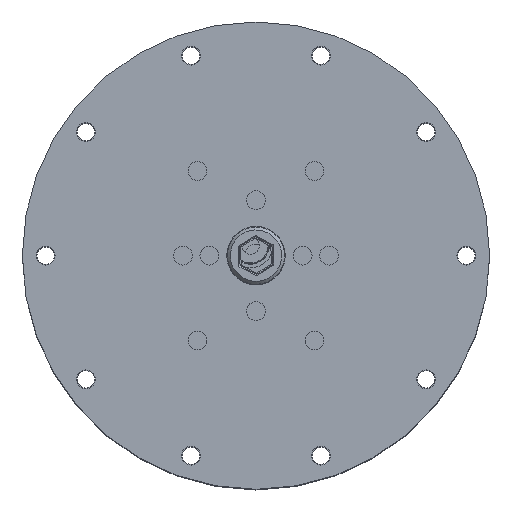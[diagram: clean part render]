
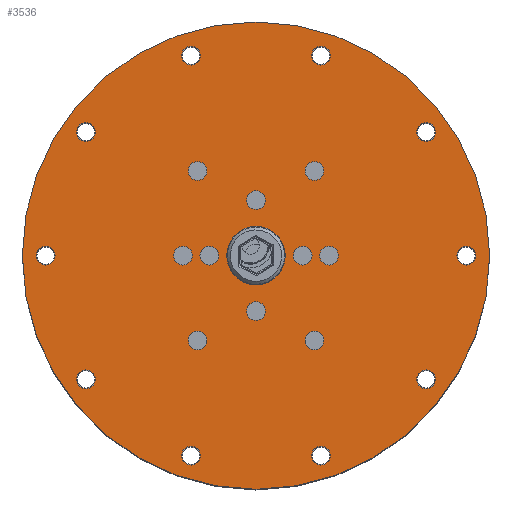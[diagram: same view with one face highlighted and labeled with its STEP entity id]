
A CAD part, top view. The second image highlights one B-rep face of the part: STEP entity #3536.
In plain terms, the highlighted planar face has unit normal (0, 0, 1).
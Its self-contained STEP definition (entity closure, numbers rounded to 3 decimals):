
#314=FACE_BOUND('',#895,.T.);
#315=FACE_BOUND('',#896,.T.);
#316=FACE_BOUND('',#897,.T.);
#317=FACE_BOUND('',#898,.T.);
#318=FACE_BOUND('',#899,.T.);
#319=FACE_BOUND('',#900,.T.);
#320=FACE_BOUND('',#901,.T.);
#321=FACE_BOUND('',#902,.T.);
#322=FACE_BOUND('',#903,.T.);
#323=FACE_BOUND('',#904,.T.);
#324=FACE_BOUND('',#905,.T.);
#325=FACE_BOUND('',#906,.T.);
#326=FACE_BOUND('',#907,.T.);
#327=FACE_BOUND('',#908,.T.);
#328=FACE_BOUND('',#909,.T.);
#329=FACE_BOUND('',#910,.T.);
#330=FACE_BOUND('',#911,.T.);
#331=FACE_BOUND('',#912,.T.);
#332=FACE_BOUND('',#913,.T.);
#333=FACE_BOUND('',#914,.T.);
#334=FACE_BOUND('',#915,.T.);
#415=PLANE('',#4119);
#609=FACE_OUTER_BOUND('',#894,.T.);
#894=EDGE_LOOP('',(#3197));
#895=EDGE_LOOP('',(#3198));
#896=EDGE_LOOP('',(#3199));
#897=EDGE_LOOP('',(#3200));
#898=EDGE_LOOP('',(#3201));
#899=EDGE_LOOP('',(#3202));
#900=EDGE_LOOP('',(#3203));
#901=EDGE_LOOP('',(#3204));
#902=EDGE_LOOP('',(#3205));
#903=EDGE_LOOP('',(#3206));
#904=EDGE_LOOP('',(#3207));
#905=EDGE_LOOP('',(#3208));
#906=EDGE_LOOP('',(#3209));
#907=EDGE_LOOP('',(#3210));
#908=EDGE_LOOP('',(#3211));
#909=EDGE_LOOP('',(#3212));
#910=EDGE_LOOP('',(#3213));
#911=EDGE_LOOP('',(#3214));
#912=EDGE_LOOP('',(#3215));
#913=EDGE_LOOP('',(#3216));
#914=EDGE_LOOP('',(#3217));
#915=EDGE_LOOP('',(#3218));
#1528=CIRCLE('',#4054,1.6);
#1530=CIRCLE('',#4057,1.6);
#1532=CIRCLE('',#4060,1.6);
#1534=CIRCLE('',#4063,1.6);
#1536=CIRCLE('',#4066,1.6);
#1538=CIRCLE('',#4069,1.6);
#1540=CIRCLE('',#4072,1.6);
#1542=CIRCLE('',#4075,1.6);
#1544=CIRCLE('',#4078,1.6);
#1546=CIRCLE('',#4081,1.6);
#1548=CIRCLE('',#4084,1.6);
#1550=CIRCLE('',#4087,1.6);
#1552=CIRCLE('',#4090,1.6);
#1554=CIRCLE('',#4093,1.6);
#1556=CIRCLE('',#4096,1.6);
#1558=CIRCLE('',#4099,1.6);
#1560=CIRCLE('',#4102,1.6);
#1562=CIRCLE('',#4105,1.6);
#1564=CIRCLE('',#4108,5.);
#1566=CIRCLE('',#4111,1.6);
#1568=CIRCLE('',#4114,1.6);
#1570=CIRCLE('',#4117,40.);
#1822=VERTEX_POINT('',#8299);
#1824=VERTEX_POINT('',#8305);
#1826=VERTEX_POINT('',#8311);
#1828=VERTEX_POINT('',#8317);
#1830=VERTEX_POINT('',#8323);
#1832=VERTEX_POINT('',#8329);
#1834=VERTEX_POINT('',#8335);
#1836=VERTEX_POINT('',#8341);
#1838=VERTEX_POINT('',#8347);
#1840=VERTEX_POINT('',#8353);
#1842=VERTEX_POINT('',#8359);
#1844=VERTEX_POINT('',#8365);
#1846=VERTEX_POINT('',#8371);
#1848=VERTEX_POINT('',#8377);
#1850=VERTEX_POINT('',#8383);
#1852=VERTEX_POINT('',#8389);
#1854=VERTEX_POINT('',#8395);
#1856=VERTEX_POINT('',#8401);
#1858=VERTEX_POINT('',#8407);
#1860=VERTEX_POINT('',#8413);
#1862=VERTEX_POINT('',#8419);
#1864=VERTEX_POINT('',#8425);
#2259=EDGE_CURVE('',#1822,#1822,#1528,.T.);
#2262=EDGE_CURVE('',#1824,#1824,#1530,.T.);
#2265=EDGE_CURVE('',#1826,#1826,#1532,.T.);
#2268=EDGE_CURVE('',#1828,#1828,#1534,.T.);
#2271=EDGE_CURVE('',#1830,#1830,#1536,.T.);
#2274=EDGE_CURVE('',#1832,#1832,#1538,.T.);
#2277=EDGE_CURVE('',#1834,#1834,#1540,.T.);
#2280=EDGE_CURVE('',#1836,#1836,#1542,.T.);
#2283=EDGE_CURVE('',#1838,#1838,#1544,.T.);
#2286=EDGE_CURVE('',#1840,#1840,#1546,.T.);
#2289=EDGE_CURVE('',#1842,#1842,#1548,.T.);
#2292=EDGE_CURVE('',#1844,#1844,#1550,.T.);
#2295=EDGE_CURVE('',#1846,#1846,#1552,.T.);
#2298=EDGE_CURVE('',#1848,#1848,#1554,.T.);
#2301=EDGE_CURVE('',#1850,#1850,#1556,.T.);
#2304=EDGE_CURVE('',#1852,#1852,#1558,.T.);
#2307=EDGE_CURVE('',#1854,#1854,#1560,.T.);
#2310=EDGE_CURVE('',#1856,#1856,#1562,.T.);
#2313=EDGE_CURVE('',#1858,#1858,#1564,.T.);
#2316=EDGE_CURVE('',#1860,#1860,#1566,.T.);
#2319=EDGE_CURVE('',#1862,#1862,#1568,.T.);
#2322=EDGE_CURVE('',#1864,#1864,#1570,.T.);
#3197=ORIENTED_EDGE('',*,*,#2322,.T.);
#3198=ORIENTED_EDGE('',*,*,#2259,.T.);
#3199=ORIENTED_EDGE('',*,*,#2262,.T.);
#3200=ORIENTED_EDGE('',*,*,#2265,.T.);
#3201=ORIENTED_EDGE('',*,*,#2268,.T.);
#3202=ORIENTED_EDGE('',*,*,#2319,.T.);
#3203=ORIENTED_EDGE('',*,*,#2316,.T.);
#3204=ORIENTED_EDGE('',*,*,#2313,.T.);
#3205=ORIENTED_EDGE('',*,*,#2310,.T.);
#3206=ORIENTED_EDGE('',*,*,#2307,.T.);
#3207=ORIENTED_EDGE('',*,*,#2304,.T.);
#3208=ORIENTED_EDGE('',*,*,#2301,.T.);
#3209=ORIENTED_EDGE('',*,*,#2298,.T.);
#3210=ORIENTED_EDGE('',*,*,#2295,.T.);
#3211=ORIENTED_EDGE('',*,*,#2292,.T.);
#3212=ORIENTED_EDGE('',*,*,#2289,.T.);
#3213=ORIENTED_EDGE('',*,*,#2286,.T.);
#3214=ORIENTED_EDGE('',*,*,#2283,.T.);
#3215=ORIENTED_EDGE('',*,*,#2280,.T.);
#3216=ORIENTED_EDGE('',*,*,#2277,.T.);
#3217=ORIENTED_EDGE('',*,*,#2274,.T.);
#3218=ORIENTED_EDGE('',*,*,#2271,.T.);
#3536=ADVANCED_FACE('',(#609,#314,#315,#316,#317,#318,#319,#320,#321,#322,
#323,#324,#325,#326,#327,#328,#329,#330,#331,#332,#333,#334),#415,.T.);
#4054=AXIS2_PLACEMENT_3D('',#8300,#5081,#5082);
#4057=AXIS2_PLACEMENT_3D('',#8306,#5088,#5089);
#4060=AXIS2_PLACEMENT_3D('',#8312,#5095,#5096);
#4063=AXIS2_PLACEMENT_3D('',#8318,#5102,#5103);
#4066=AXIS2_PLACEMENT_3D('',#8324,#5109,#5110);
#4069=AXIS2_PLACEMENT_3D('',#8330,#5116,#5117);
#4072=AXIS2_PLACEMENT_3D('',#8336,#5123,#5124);
#4075=AXIS2_PLACEMENT_3D('',#8342,#5130,#5131);
#4078=AXIS2_PLACEMENT_3D('',#8348,#5137,#5138);
#4081=AXIS2_PLACEMENT_3D('',#8354,#5144,#5145);
#4084=AXIS2_PLACEMENT_3D('',#8360,#5151,#5152);
#4087=AXIS2_PLACEMENT_3D('',#8366,#5158,#5159);
#4090=AXIS2_PLACEMENT_3D('',#8372,#5165,#5166);
#4093=AXIS2_PLACEMENT_3D('',#8378,#5172,#5173);
#4096=AXIS2_PLACEMENT_3D('',#8384,#5179,#5180);
#4099=AXIS2_PLACEMENT_3D('',#8390,#5186,#5187);
#4102=AXIS2_PLACEMENT_3D('',#8396,#5193,#5194);
#4105=AXIS2_PLACEMENT_3D('',#8402,#5200,#5201);
#4108=AXIS2_PLACEMENT_3D('',#8408,#5207,#5208);
#4111=AXIS2_PLACEMENT_3D('',#8414,#5214,#5215);
#4114=AXIS2_PLACEMENT_3D('',#8420,#5221,#5222);
#4117=AXIS2_PLACEMENT_3D('',#8426,#5228,#5229);
#4119=AXIS2_PLACEMENT_3D('',#8430,#5233,#5234);
#5081=DIRECTION('center_axis',(0.,0.,-1.));
#5082=DIRECTION('ref_axis',(-1.,0.,0.));
#5088=DIRECTION('center_axis',(0.,0.,-1.));
#5089=DIRECTION('ref_axis',(-1.,0.,0.));
#5095=DIRECTION('center_axis',(0.,0.,-1.));
#5096=DIRECTION('ref_axis',(-1.,0.,0.));
#5102=DIRECTION('center_axis',(0.,0.,-1.));
#5103=DIRECTION('ref_axis',(-1.,0.,0.));
#5109=DIRECTION('center_axis',(0.,0.,-1.));
#5110=DIRECTION('ref_axis',(1.,0.,0.));
#5116=DIRECTION('center_axis',(0.,0.,-1.));
#5117=DIRECTION('ref_axis',(1.,0.,0.));
#5123=DIRECTION('center_axis',(0.,0.,-1.));
#5124=DIRECTION('ref_axis',(1.,0.,0.));
#5130=DIRECTION('center_axis',(0.,0.,-1.));
#5131=DIRECTION('ref_axis',(1.,0.,0.));
#5137=DIRECTION('center_axis',(0.,0.,-1.));
#5138=DIRECTION('ref_axis',(1.,0.,0.));
#5144=DIRECTION('center_axis',(0.,0.,-1.));
#5145=DIRECTION('ref_axis',(1.,0.,0.));
#5151=DIRECTION('center_axis',(0.,0.,-1.));
#5152=DIRECTION('ref_axis',(1.,0.,0.));
#5158=DIRECTION('center_axis',(0.,0.,-1.));
#5159=DIRECTION('ref_axis',(1.,0.,0.));
#5165=DIRECTION('center_axis',(0.,0.,-1.));
#5166=DIRECTION('ref_axis',(1.,0.,0.));
#5172=DIRECTION('center_axis',(0.,0.,-1.));
#5173=DIRECTION('ref_axis',(1.,0.,0.));
#5179=DIRECTION('center_axis',(0.,0.,-1.));
#5180=DIRECTION('ref_axis',(1.,0.,0.));
#5186=DIRECTION('center_axis',(0.,0.,-1.));
#5187=DIRECTION('ref_axis',(1.,0.,0.));
#5193=DIRECTION('center_axis',(0.,0.,-1.));
#5194=DIRECTION('ref_axis',(1.,0.,0.));
#5200=DIRECTION('center_axis',(0.,0.,-1.));
#5201=DIRECTION('ref_axis',(1.,0.,0.));
#5207=DIRECTION('center_axis',(0.,0.,-1.));
#5208=DIRECTION('ref_axis',(1.,0.,0.));
#5214=DIRECTION('center_axis',(0.,0.,-1.));
#5215=DIRECTION('ref_axis',(1.,0.,0.));
#5221=DIRECTION('center_axis',(0.,0.,-1.));
#5222=DIRECTION('ref_axis',(1.,0.,0.));
#5228=DIRECTION('center_axis',(0.,0.,1.));
#5229=DIRECTION('ref_axis',(1.,0.,0.));
#5233=DIRECTION('center_axis',(0.,0.,1.));
#5234=DIRECTION('ref_axis',(1.,0.,0.));
#8299=CARTESIAN_POINT('',(11.6,14.5,2.5));
#8300=CARTESIAN_POINT('Origin',(10.,14.5,2.5));
#8305=CARTESIAN_POINT('',(11.6,-14.5,2.5));
#8306=CARTESIAN_POINT('Origin',(10.,-14.5,2.5));
#8311=CARTESIAN_POINT('',(-8.4,14.5,2.5));
#8312=CARTESIAN_POINT('Origin',(-10.,14.5,2.5));
#8317=CARTESIAN_POINT('',(-8.4,-14.5,2.5));
#8318=CARTESIAN_POINT('Origin',(-10.,-14.5,2.5));
#8323=CARTESIAN_POINT('',(-12.725,34.238,2.5));
#8324=CARTESIAN_POINT('Origin',(-11.125,34.238,2.5));
#8329=CARTESIAN_POINT('',(-1.6,-9.5,2.5));
#8330=CARTESIAN_POINT('Origin',(0.,-9.5,2.5));
#8335=CARTESIAN_POINT('',(-1.6,9.5,2.5));
#8336=CARTESIAN_POINT('Origin',(0.,9.5,2.5));
#8341=CARTESIAN_POINT('',(-30.725,21.16,2.5));
#8342=CARTESIAN_POINT('Origin',(-29.125,21.16,2.5));
#8347=CARTESIAN_POINT('',(9.525,34.238,2.5));
#8348=CARTESIAN_POINT('Origin',(11.125,34.238,2.5));
#8353=CARTESIAN_POINT('',(27.525,21.16,2.5));
#8354=CARTESIAN_POINT('Origin',(29.125,21.16,2.5));
#8359=CARTESIAN_POINT('',(27.525,-21.16,2.5));
#8360=CARTESIAN_POINT('Origin',(29.125,-21.16,2.5));
#8365=CARTESIAN_POINT('',(-30.725,-21.16,2.5));
#8366=CARTESIAN_POINT('Origin',(-29.125,-21.16,2.5));
#8371=CARTESIAN_POINT('',(34.4,0.,2.5));
#8372=CARTESIAN_POINT('Origin',(36.,0.,2.5));
#8377=CARTESIAN_POINT('',(9.525,-34.238,2.5));
#8378=CARTESIAN_POINT('Origin',(11.125,-34.238,2.5));
#8383=CARTESIAN_POINT('',(-14.1,0.,2.5));
#8384=CARTESIAN_POINT('Origin',(-12.5,0.,2.5));
#8389=CARTESIAN_POINT('',(10.9,0.,2.5));
#8390=CARTESIAN_POINT('Origin',(12.5,0.,2.5));
#8395=CARTESIAN_POINT('',(-9.6,0.,2.5));
#8396=CARTESIAN_POINT('Origin',(-8.,0.,2.5));
#8401=CARTESIAN_POINT('',(6.4,0.,2.5));
#8402=CARTESIAN_POINT('Origin',(8.,0.,2.5));
#8407=CARTESIAN_POINT('',(-5.,0.,2.5));
#8408=CARTESIAN_POINT('Origin',(0.,0.,2.5));
#8413=CARTESIAN_POINT('',(-37.6,0.,2.5));
#8414=CARTESIAN_POINT('Origin',(-36.,0.,2.5));
#8419=CARTESIAN_POINT('',(-12.725,-34.238,2.5));
#8420=CARTESIAN_POINT('Origin',(-11.125,-34.238,2.5));
#8425=CARTESIAN_POINT('',(-40.,0.,2.5));
#8426=CARTESIAN_POINT('Origin',(0.,0.,2.5));
#8430=CARTESIAN_POINT('Origin',(0.,0.,2.5));
